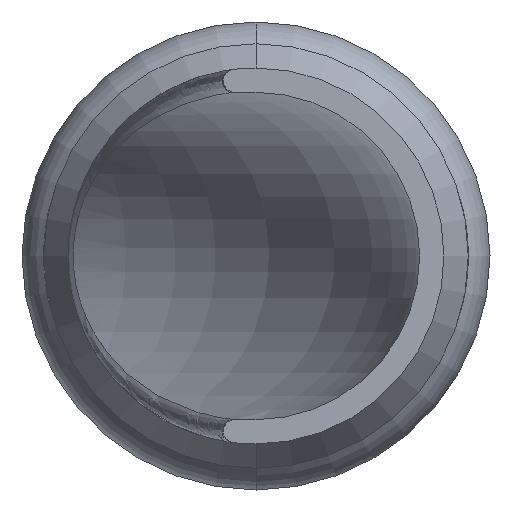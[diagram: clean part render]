
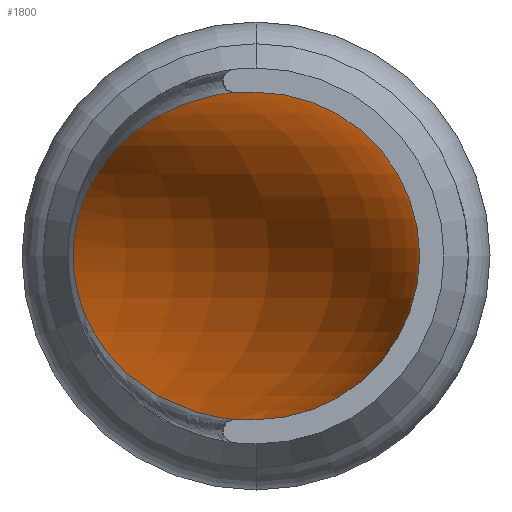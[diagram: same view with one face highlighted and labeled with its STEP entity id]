
A CAD part, front view. The second image highlights one B-rep face of the part: STEP entity #1800.
In plain terms, the highlighted toroidal (fillet/blend) face has major radius 2.362 mm and minor radius 0.64 mm.
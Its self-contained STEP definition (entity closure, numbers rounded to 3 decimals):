
#1297 = VERTEX_POINT('',#1298);
#1298 = CARTESIAN_POINT('',(-0.083,-20.822,-0.64));
#1322 = EDGE_CURVE('',#1297,#1323,#1325,.T.);
#1323 = VERTEX_POINT('',#1324);
#1324 = CARTESIAN_POINT('',(-0.083,-20.822,0.64));
#1325 = B_SPLINE_CURVE_WITH_KNOTS('',3,(#1326,#1327,#1328,#1329,#1330,
    #1331,#1332,#1333,#1334,#1335,#1336,#1337,#1338,#1339,#1340,#1341,
    #1342,#1343,#1344,#1345,#1346,#1347,#1348,#1349,#1350,#1351,#1352,
    #1353,#1354,#1355,#1356,#1357,#1358,#1359,#1360,#1361,#1362,#1363,
    #1364,#1365,#1366,#1367),.UNSPECIFIED.,.F.,.F.,(4,1,1,1,1,1,1,1,1,1,
    1,1,1,1,1,1,1,1,1,1,1,1,1,1,1,1,1,1,1,1,1,1,1,1,1,1,1,1,1,4),(0.,
    0.026,0.051,0.077,
    0.103,0.128,0.154,0.179,
    0.205,0.231,0.256,0.282,
    0.308,0.333,0.359,0.385,
    0.41,0.436,0.462,0.487,
    0.513,0.538,0.564,0.59,
    0.615,0.641,0.667,0.692,
    0.718,0.744,0.769,0.795,
    0.821,0.846,0.872,0.897,
    0.923,0.949,0.974,1.),.UNSPECIFIED.);
#1326 = CARTESIAN_POINT('',(-0.083,-20.822,-0.64));
#1327 = CARTESIAN_POINT('',(-0.084,-20.78,
    -0.64));
#1328 = CARTESIAN_POINT('',(-0.089,-20.697,
    -0.64));
#1329 = CARTESIAN_POINT('',(-0.105,-20.574,
    -0.638));
#1330 = CARTESIAN_POINT('',(-0.126,-20.453,
    -0.635));
#1331 = CARTESIAN_POINT('',(-0.15,-20.338,
    -0.631));
#1332 = CARTESIAN_POINT('',(-0.179,-20.22,
    -0.625));
#1333 = CARTESIAN_POINT('',(-0.214,-20.09,
    -0.616));
#1334 = CARTESIAN_POINT('',(-0.258,-19.95,
    -0.603));
#1335 = CARTESIAN_POINT('',(-0.312,-19.794,
    -0.583));
#1336 = CARTESIAN_POINT('',(-0.376,-19.627,
    -0.552));
#1337 = CARTESIAN_POINT('',(-0.446,-19.464,
    -0.509));
#1338 = CARTESIAN_POINT('',(-0.513,-19.318,
    -0.454));
#1339 = CARTESIAN_POINT('',(-0.574,-19.194,
    -0.39));
#1340 = CARTESIAN_POINT('',(-0.627,-19.092,
    -0.317));
#1341 = CARTESIAN_POINT('',(-0.669,-19.015,
    -0.235));
#1342 = CARTESIAN_POINT('',(-0.698,-18.962,
    -0.149));
#1343 = CARTESIAN_POINT('',(-0.714,-18.934,
    -0.059));
#1344 = CARTESIAN_POINT('',(-0.716,-18.93,
    0.031));
#1345 = CARTESIAN_POINT('',(-0.704,-18.951,
    0.125));
#1346 = CARTESIAN_POINT('',(-0.675,-19.004,
    0.223));
#1347 = CARTESIAN_POINT('',(-0.633,-19.081,
    0.306));
#1348 = CARTESIAN_POINT('',(-0.592,-19.16,
    0.366));
#1349 = CARTESIAN_POINT('',(-0.552,-19.239,
    0.414));
#1350 = CARTESIAN_POINT('',(-0.509,-19.326,
    0.456));
#1351 = CARTESIAN_POINT('',(-0.466,-19.419,
    0.492));
#1352 = CARTESIAN_POINT('',(-0.425,-19.513,
    0.522));
#1353 = CARTESIAN_POINT('',(-0.386,-19.605,
    0.546));
#1354 = CARTESIAN_POINT('',(-0.347,-19.702,
    0.566));
#1355 = CARTESIAN_POINT('',(-0.307,-19.81,
    0.585));
#1356 = CARTESIAN_POINT('',(-0.264,-19.933,
    0.601));
#1357 = CARTESIAN_POINT('',(-0.222,-20.067,
    0.614));
#1358 = CARTESIAN_POINT('',(-0.187,-20.19,
    0.623));
#1359 = CARTESIAN_POINT('',(-0.159,-20.301,
    0.629));
#1360 = CARTESIAN_POINT('',(-0.137,-20.398,
    0.633));
#1361 = CARTESIAN_POINT('',(-0.12,-20.487,
    0.636));
#1362 = CARTESIAN_POINT('',(-0.106,-20.568,
    0.638));
#1363 = CARTESIAN_POINT('',(-0.096,-20.64,
    0.639));
#1364 = CARTESIAN_POINT('',(-0.089,-20.707,
    0.639));
#1365 = CARTESIAN_POINT('',(-0.085,-20.767,
    0.64));
#1366 = CARTESIAN_POINT('',(-0.083,-20.804,
    0.64));
#1367 = CARTESIAN_POINT('',(-0.083,-20.822,0.64));
#1737 = EDGE_CURVE('',#1297,#1738,#1740,.T.);
#1738 = VERTEX_POINT('',#1739);
#1739 = CARTESIAN_POINT('',(0.,-21.442,-0.64));
#1740 = CIRCLE('',#1741,2.362);
#1741 = AXIS2_PLACEMENT_3D('',#1742,#1743,#1744);
#1742 = CARTESIAN_POINT('',(-2.362,-21.442,-0.64));
#1743 = DIRECTION('',(0.,0.,-1.));
#1744 = DIRECTION('',(0.965,0.263,0.)
  );
#1763 = EDGE_CURVE('',#1738,#1764,#1766,.T.);
#1764 = VERTEX_POINT('',#1765);
#1765 = CARTESIAN_POINT('',(0.,-21.442,0.64));
#1766 = CIRCLE('',#1767,0.64);
#1767 = AXIS2_PLACEMENT_3D('',#1768,#1769,#1770);
#1768 = CARTESIAN_POINT('',(0.,-21.442,
    0.));
#1769 = DIRECTION('',(0.,-1.,0.));
#1770 = DIRECTION('',(0.,0.,-1.));
#1789 = EDGE_CURVE('',#1323,#1764,#1790,.T.);
#1790 = CIRCLE('',#1791,2.362);
#1791 = AXIS2_PLACEMENT_3D('',#1792,#1793,#1794);
#1792 = CARTESIAN_POINT('',(-2.362,-21.442,0.64));
#1793 = DIRECTION('',(0.,0.,-1.));
#1794 = DIRECTION('',(0.965,0.263,0.)
  );
#1800 = ADVANCED_FACE('',(#1801),#1807,.F.);
#1801 = FACE_BOUND('',#1802,.F.);
#1802 = EDGE_LOOP('',(#1803,#1804,#1805,#1806));
#1803 = ORIENTED_EDGE('',*,*,#1322,.T.);
#1804 = ORIENTED_EDGE('',*,*,#1789,.T.);
#1805 = ORIENTED_EDGE('',*,*,#1763,.F.);
#1806 = ORIENTED_EDGE('',*,*,#1737,.F.);
#1807 = TOROIDAL_SURFACE('',#1808,2.362,0.64);
#1808 = AXIS2_PLACEMENT_3D('',#1809,#1810,#1811);
#1809 = CARTESIAN_POINT('',(-2.362,-21.442,
    0.));
#1810 = DIRECTION('',(0.,0.,-1.));
#1811 = DIRECTION('',(-0.406,-0.914,
    0.));
